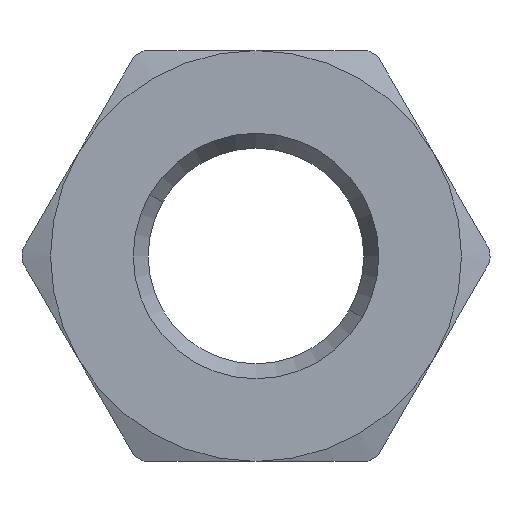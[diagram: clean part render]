
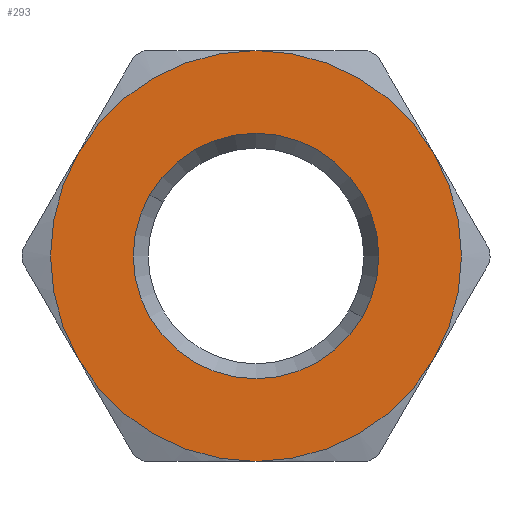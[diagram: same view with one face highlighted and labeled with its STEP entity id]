
A CAD part, left-side view. The second image highlights one B-rep face of the part: STEP entity #293.
In plain terms, the highlighted planar face has unit normal (-1, 0, 0).
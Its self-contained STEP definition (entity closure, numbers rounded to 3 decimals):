
#20=FACE_BOUND('',#86,.F.);
#23=PLANE('',#663);
#48=FACE_OUTER_BOUND('',#87,.F.);
#86=EDGE_LOOP('',(#150,#151));
#87=EDGE_LOOP('',(#152,#153,#154,#155,#156,#157));
#150=ORIENTED_EDGE('',*,*,#528,.T.);
#151=ORIENTED_EDGE('',*,*,#527,.T.);
#152=ORIENTED_EDGE('',*,*,#519,.F.);
#153=ORIENTED_EDGE('',*,*,#520,.F.);
#154=ORIENTED_EDGE('',*,*,#521,.F.);
#155=ORIENTED_EDGE('',*,*,#515,.F.);
#156=ORIENTED_EDGE('',*,*,#518,.F.);
#157=ORIENTED_EDGE('',*,*,#516,.F.);
#293=ADVANCED_FACE('',(#20,#48),#23,.T.);
#441=CIRCLE('',#642,18.);
#442=CIRCLE('',#643,18.);
#444=CIRCLE('',#645,18.);
#445=CIRCLE('',#646,18.);
#446=CIRCLE('',#647,18.);
#447=CIRCLE('',#648,18.);
#453=CIRCLE('',#654,10.75);
#454=CIRCLE('',#655,10.75);
#515=EDGE_CURVE('',#549,#542,#441,.T.);
#516=EDGE_CURVE('',#574,#545,#442,.T.);
#518=EDGE_CURVE('',#545,#549,#444,.T.);
#519=EDGE_CURVE('',#582,#574,#445,.T.);
#520=EDGE_CURVE('',#558,#582,#446,.T.);
#521=EDGE_CURVE('',#542,#558,#447,.T.);
#527=EDGE_CURVE('',#540,#539,#453,.T.);
#528=EDGE_CURVE('',#539,#540,#454,.T.);
#539=VERTEX_POINT('',#877);
#540=VERTEX_POINT('',#878);
#542=VERTEX_POINT('',#880);
#545=VERTEX_POINT('',#883);
#549=VERTEX_POINT('',#887);
#558=VERTEX_POINT('',#896);
#574=VERTEX_POINT('',#912);
#582=VERTEX_POINT('',#920);
#642=AXIS2_PLACEMENT_3D('',#1107,#759,#760);
#643=AXIS2_PLACEMENT_3D('',#1108,#761,#762);
#645=AXIS2_PLACEMENT_3D('',#1110,#765,#766);
#646=AXIS2_PLACEMENT_3D('',#1111,#767,#768);
#647=AXIS2_PLACEMENT_3D('',#1112,#769,#770);
#648=AXIS2_PLACEMENT_3D('',#1113,#771,#772);
#654=AXIS2_PLACEMENT_3D('',#1119,#783,#784);
#655=AXIS2_PLACEMENT_3D('',#1120,#785,#786);
#663=AXIS2_PLACEMENT_3D('',#1138,#811,#812);
#759=DIRECTION('',(-1.,0.,0.));
#760=DIRECTION('',(0.,-0.866,-0.5));
#761=DIRECTION('',(-1.,0.,0.));
#762=DIRECTION('',(0.,0.866,-0.5));
#765=DIRECTION('',(-1.,0.,0.));
#766=DIRECTION('',(0.,0.,-1.));
#767=DIRECTION('',(-1.,0.,0.));
#768=DIRECTION('',(0.,0.866,0.5));
#769=DIRECTION('',(-1.,0.,0.));
#770=DIRECTION('',(0.,0.,1.));
#771=DIRECTION('',(-1.,0.,0.));
#772=DIRECTION('',(0.,-0.866,0.5));
#783=DIRECTION('',(-1.,0.,0.));
#784=DIRECTION('',(0.,-0.866,-0.5));
#785=DIRECTION('',(-1.,0.,0.));
#786=DIRECTION('',(0.,0.866,0.5));
#811=DIRECTION('',(-1.,0.,0.));
#812=DIRECTION('',(0.,-0.5,0.866));
#877=CARTESIAN_POINT('',(-19.,9.31,5.375));
#878=CARTESIAN_POINT('',(-19.,-9.31,-5.375));
#880=CARTESIAN_POINT('',(-19.,-15.588,9.));
#883=CARTESIAN_POINT('',(-19.,0.,-18.));
#887=CARTESIAN_POINT('',(-19.,-15.588,-9.));
#896=CARTESIAN_POINT('',(-19.,0.,18.));
#912=CARTESIAN_POINT('',(-19.,15.588,-9.));
#920=CARTESIAN_POINT('',(-19.,15.588,9.));
#1107=CARTESIAN_POINT('',(-19.,0.,0.));
#1108=CARTESIAN_POINT('',(-19.,0.,0.));
#1110=CARTESIAN_POINT('',(-19.,0.,0.));
#1111=CARTESIAN_POINT('',(-19.,0.,0.));
#1112=CARTESIAN_POINT('',(-19.,0.,0.));
#1113=CARTESIAN_POINT('',(-19.,0.,0.));
#1119=CARTESIAN_POINT('',(-19.,0.,0.));
#1120=CARTESIAN_POINT('',(-19.,0.,0.));
#1138=CARTESIAN_POINT('',(-19.,-7.247,-27.047));
